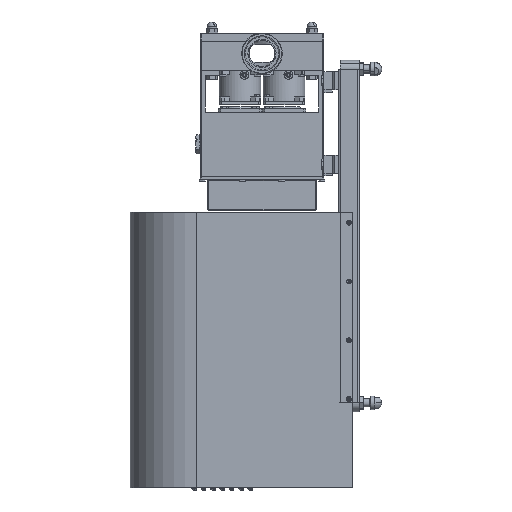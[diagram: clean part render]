
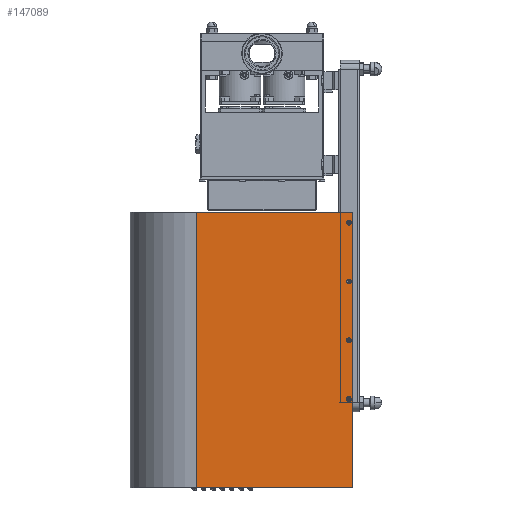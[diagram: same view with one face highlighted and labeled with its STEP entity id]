
A CAD part, left-side view. The second image highlights one B-rep face of the part: STEP entity #147089.
In plain terms, the highlighted planar face has unit normal (-1, 0, 0).
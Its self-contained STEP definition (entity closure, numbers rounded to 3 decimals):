
#10178 = CARTESIAN_POINT ( 'NONE',  ( -154.568, -9.418, -484.229 ) ) ;
#10210 = CARTESIAN_POINT ( 'NONE',  ( -154.568, -5.918, -313.729 ) ) ;
#10232 = CARTESIAN_POINT ( 'NONE',  ( -154.568, 1.082, -200.729 ) ) ;
#10301 = CARTESIAN_POINT ( 'NONE',  ( -154.568, 1.082, -313.729 ) ) ;
#10307 = CARTESIAN_POINT ( 'NONE',  ( -154.568, 1.082, -87.729 ) ) ;
#10374 = CARTESIAN_POINT ( 'NONE',  ( -154.568, 290.582, 45.771 ) ) ;
#10416 = CARTESIAN_POINT ( 'NONE',  ( -154.568, -5.918, -87.729 ) ) ;
#10472 = CARTESIAN_POINT ( 'NONE',  ( -154.568, -5.918, 25.271 ) ) ;
#10837 = CARTESIAN_POINT ( 'NONE',  ( -154.568, -5.918, -200.729 ) ) ;
#11080 = CARTESIAN_POINT ( 'NONE',  ( -154.568, 1.082, 25.271 ) ) ;
#11101 = CARTESIAN_POINT ( 'NONE',  ( -154.568, -9.418, 45.771 ) ) ;
#11391 = CARTESIAN_POINT ( 'NONE',  ( -154.568, 290.582, -484.229 ) ) ;
#20041 = ORIENTED_EDGE ( 'NONE', *, *, #156344, .F. ) ;
#20052 = ORIENTED_EDGE ( 'NONE', *, *, #115485, .F. ) ;
#20074 = ORIENTED_EDGE ( 'NONE', *, *, #115337, .T. ) ;
#20085 = ORIENTED_EDGE ( 'NONE', *, *, #156415, .T. ) ;
#20135 = ORIENTED_EDGE ( 'NONE', *, *, #156250, .F. ) ;
#20141 = ORIENTED_EDGE ( 'NONE', *, *, #156236, .F. ) ;
#20163 = ORIENTED_EDGE ( 'NONE', *, *, #115490, .F. ) ;
#21137 = ORIENTED_EDGE ( 'NONE', *, *, #115496, .F. ) ;
#21139 = ORIENTED_EDGE ( 'NONE', *, *, #115330, .F. ) ;
#21141 = ORIENTED_EDGE ( 'NONE', *, *, #115429, .F. ) ;
#21143 = ORIENTED_EDGE ( 'NONE', *, *, #156503, .F. ) ;
#21144 = ORIENTED_EDGE ( 'NONE', *, *, #115419, .F. ) ;
#25178 = CIRCLE ( 'NONE', #36390, 3.5 ) ;
#25189 = LINE ( 'NONE', #35525, #25190 ) ;
#25190 = VECTOR ( 'NONE', #35527, 1000. ) ;
#25263 = LINE ( 'NONE', #35709, #25267 ) ;
#25267 = VECTOR ( 'NONE', #35711, 1000. ) ;
#25331 = VERTEX_POINT ( 'NONE', #10416 ) ;
#25466 = VERTEX_POINT ( 'NONE', #10837 ) ;
#25891 = VERTEX_POINT ( 'NONE', #11080 ) ;
#25934 = VERTEX_POINT ( 'NONE', #11101 ) ;
#26412 = VERTEX_POINT ( 'NONE', #11391 ) ;
#27117 = VERTEX_POINT ( 'NONE', #10178 ) ;
#27198 = VERTEX_POINT ( 'NONE', #10210 ) ;
#27269 = VERTEX_POINT ( 'NONE', #10232 ) ;
#27453 = VERTEX_POINT ( 'NONE', #10301 ) ;
#27889 = VERTEX_POINT ( 'NONE', #10472 ) ;
#28122 = VERTEX_POINT ( 'NONE', #10374 ) ;
#28200 = VERTEX_POINT ( 'NONE', #10307 ) ;
#35494 = CARTESIAN_POINT ( 'NONE',  ( -154.568, -2.418, 25.271 ) ) ;
#35498 = DIRECTION ( 'NONE',  ( -1., 0., 0. ) ) ;
#35499 = DIRECTION ( 'NONE',  ( 0., 1., 0. ) ) ;
#35525 = CARTESIAN_POINT ( 'NONE',  ( -154.568, 290.582, -484.229 ) ) ;
#35527 = DIRECTION ( 'NONE',  ( 0., 0., 1. ) ) ;
#35709 = CARTESIAN_POINT ( 'NONE',  ( -154.568, 290.582, -484.229 ) ) ;
#35711 = DIRECTION ( 'NONE',  ( 0., 1., 0. ) ) ;
#35881 = CARTESIAN_POINT ( 'NONE',  ( -154.568, 290.582, 45.771 ) ) ;
#35883 = DIRECTION ( 'NONE',  ( 0., 1., 0. ) ) ;
#36096 = CARTESIAN_POINT ( 'NONE',  ( -154.568, -2.418, -313.729 ) ) ;
#36390 = AXIS2_PLACEMENT_3D ( 'NONE', #35494, #35498, #35499 ) ;
#36455 = AXIS2_PLACEMENT_3D ( 'NONE', #36096, #41357, #41359 ) ;
#37017 = LINE ( 'NONE', #35881, #37020 ) ;
#37020 = VECTOR ( 'NONE', #35883, 1000. ) ;
#37251 = CIRCLE ( 'NONE', #36455, 3.5 ) ;
#41357 = DIRECTION ( 'NONE',  ( -1., 0., 0. ) ) ;
#41359 = DIRECTION ( 'NONE',  ( 0., 1., 0. ) ) ;
#60275 = EDGE_LOOP ( 'NONE', ( #20085, #20135, #20041, #20074 ) ) ;
#60445 = EDGE_LOOP ( 'NONE', ( #21144, #21143 ) ) ;
#60491 = EDGE_LOOP ( 'NONE', ( #20163, #20141 ) ) ;
#60526 = EDGE_LOOP ( 'NONE', ( #21141, #21139 ) ) ;
#61420 = EDGE_LOOP ( 'NONE', ( #21137, #20052 ) ) ;
#64315 = AXIS2_PLACEMENT_3D ( 'NONE', #86853, #86858, #86860 ) ;
#64352 = AXIS2_PLACEMENT_3D ( 'NONE', #87144, #87146, #87148 ) ;
#64356 = AXIS2_PLACEMENT_3D ( 'NONE', #87162, #87166, #87168 ) ;
#64371 = AXIS2_PLACEMENT_3D ( 'NONE', #87294, #87296, #87297 ) ;
#64384 = AXIS2_PLACEMENT_3D ( 'NONE', #87299, #87314, #87316 ) ;
#64388 = AXIS2_PLACEMENT_3D ( 'NONE', #87334, #87338, #87341 ) ;
#78774 = VECTOR ( 'NONE', #86884, 1000. ) ;
#78780 = CIRCLE ( 'NONE', #64315, 3.5 ) ;
#78782 = LINE ( 'NONE', #86865, #78774 ) ;
#78843 = CIRCLE ( 'NONE', #64352, 3.5 ) ;
#78849 = CIRCLE ( 'NONE', #64356, 3.5 ) ;
#86853 = CARTESIAN_POINT ( 'NONE',  ( -154.568, -2.418, -87.729 ) ) ;
#86858 = DIRECTION ( 'NONE',  ( -1., 0., 0. ) ) ;
#86860 = DIRECTION ( 'NONE',  ( 0., 1., 0. ) ) ;
#86865 = CARTESIAN_POINT ( 'NONE',  ( -154.568, -9.418, -484.229 ) ) ;
#86884 = DIRECTION ( 'NONE',  ( 0., 0., 1. ) ) ;
#87144 = CARTESIAN_POINT ( 'NONE',  ( -154.568, -2.418, -313.729 ) ) ;
#87146 = DIRECTION ( 'NONE',  ( -1., 0., 0. ) ) ;
#87148 = DIRECTION ( 'NONE',  ( 0., 1., 0. ) ) ;
#87162 = CARTESIAN_POINT ( 'NONE',  ( -154.568, -2.418, -87.729 ) ) ;
#87166 = DIRECTION ( 'NONE',  ( -1., 0., 0. ) ) ;
#87168 = DIRECTION ( 'NONE',  ( 0., 1., 0. ) ) ;
#87294 = CARTESIAN_POINT ( 'NONE',  ( -154.568, -2.418, -200.729 ) ) ;
#87296 = DIRECTION ( 'NONE',  ( -1., 0., 0. ) ) ;
#87297 = DIRECTION ( 'NONE',  ( 0., 1., 0. ) ) ;
#87299 = CARTESIAN_POINT ( 'NONE',  ( -154.568, -2.418, 25.271 ) ) ;
#87314 = DIRECTION ( 'NONE',  ( -1., 0., 0. ) ) ;
#87316 = DIRECTION ( 'NONE',  ( 0., 1., 0. ) ) ;
#87334 = CARTESIAN_POINT ( 'NONE',  ( -154.568, -2.418, -200.729 ) ) ;
#87338 = DIRECTION ( 'NONE',  ( -1., 0., 0. ) ) ;
#87341 = DIRECTION ( 'NONE',  ( 0., 1., 0. ) ) ;
#95508 = CIRCLE ( 'NONE', #64371, 3.5 ) ;
#95525 = CIRCLE ( 'NONE', #64384, 3.5 ) ;
#95539 = CIRCLE ( 'NONE', #64388, 3.5 ) ;
#102969 = AXIS2_PLACEMENT_3D ( 'NONE', #131535, #131536, #131537 ) ;
#115330 = EDGE_CURVE ( 'NONE', #25331, #28200, #78780, .T. ) ;
#115337 = EDGE_CURVE ( 'NONE', #27117, #25934, #78782, .T. ) ;
#115419 = EDGE_CURVE ( 'NONE', #27453, #27198, #78843, .T. ) ;
#115429 = EDGE_CURVE ( 'NONE', #28200, #25331, #78849, .T. ) ;
#115485 = EDGE_CURVE ( 'NONE', #25466, #27269, #95508, .T. ) ;
#115490 = EDGE_CURVE ( 'NONE', #25891, #27889, #95525, .T. ) ;
#115496 = EDGE_CURVE ( 'NONE', #27269, #25466, #95539, .T. ) ;
#128224 = FACE_BOUND ( 'NONE', #61420, .T. ) ;
#128227 = FACE_BOUND ( 'NONE', #60445, .T. ) ;
#128229 = FACE_OUTER_BOUND ( 'NONE', #60275, .T. ) ;
#128231 = FACE_BOUND ( 'NONE', #60491, .T. ) ;
#128233 = FACE_BOUND ( 'NONE', #60526, .T. ) ;
#131529 = PLANE ( 'NONE',  #102969 ) ;
#131535 = CARTESIAN_POINT ( 'NONE',  ( -154.568, 290.582, -484.229 ) ) ;
#131536 = DIRECTION ( 'NONE',  ( 1., 0., 0. ) ) ;
#131537 = DIRECTION ( 'NONE',  ( 0., -1., 0. ) ) ;
#147089 = ADVANCED_FACE ( 'NONE', ( #128227, #128233, #128224, #128231, #128229 ), #131529, .F. ) ;
#156236 = EDGE_CURVE ( 'NONE', #27889, #25891, #25178, .T. ) ;
#156250 = EDGE_CURVE ( 'NONE', #26412, #28122, #25189, .T. ) ;
#156344 = EDGE_CURVE ( 'NONE', #27117, #26412, #25263, .T. ) ;
#156415 = EDGE_CURVE ( 'NONE', #25934, #28122, #37017, .T. ) ;
#156503 = EDGE_CURVE ( 'NONE', #27198, #27453, #37251, .T. ) ;
